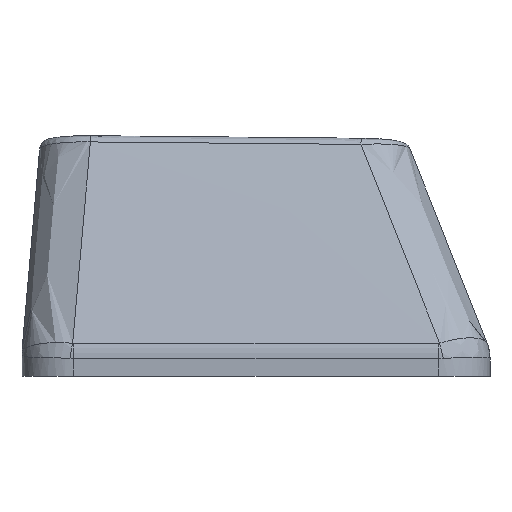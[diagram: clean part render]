
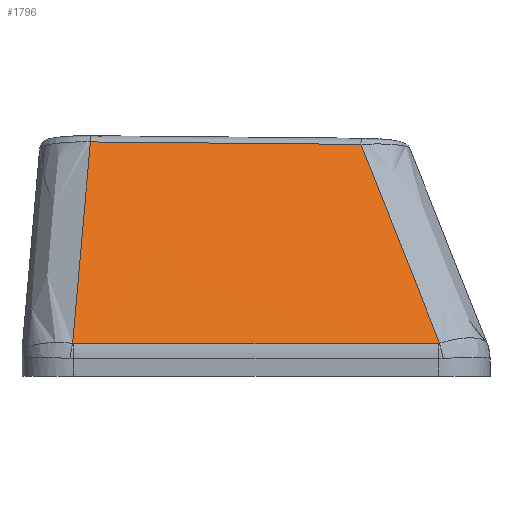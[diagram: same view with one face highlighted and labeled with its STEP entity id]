
A CAD part, left-side view. The second image highlights one B-rep face of the part: STEP entity #1796.
In plain terms, the highlighted free-form (B-spline) face has degree [3, 3] with [4, 4] control points.
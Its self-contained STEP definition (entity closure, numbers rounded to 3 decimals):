
#134=B_SPLINE_SURFACE_WITH_KNOTS('',3,3,((#2906,#2907,#2908,#2909),(#2910,
#2911,#2912,#2913),(#2914,#2915,#2916,#2917),(#2918,#2919,#2920,#2921)),
 .UNSPECIFIED.,.F.,.F.,.F.,(4,4),(4,4),(0.102,0.892),
(0.033,0.966),.UNSPECIFIED.);
#175=FACE_OUTER_BOUND('',#280,.T.);
#280=EDGE_LOOP('',(#1282,#1283,#1284,#1285,#1286,#1287));
#626=B_SPLINE_CURVE_WITH_KNOTS('',3,(#2764,#2765,#2766,#2767),
 .UNSPECIFIED.,.F.,.F.,(4,4),(0.,0.004),.UNSPECIFIED.);
#628=B_SPLINE_CURVE_WITH_KNOTS('',3,(#2791,#2792,#2793,#2794),
 .UNSPECIFIED.,.F.,.F.,(4,4),(0.,1.416),.UNSPECIFIED.);
#630=B_SPLINE_CURVE_WITH_KNOTS('',3,(#2818,#2819,#2820,#2821),
 .UNSPECIFIED.,.F.,.F.,(4,4),(0.,0.005),.UNSPECIFIED.);
#633=B_SPLINE_CURVE_WITH_KNOTS('',3,(#2923,#2924,#2925,#2926),
 .UNSPECIFIED.,.F.,.F.,(4,4),(0.032,0.925),
 .UNSPECIFIED.);
#634=B_SPLINE_CURVE_WITH_KNOTS('',3,(#2928,#2929,#2930,#2931),
 .UNSPECIFIED.,.F.,.F.,(4,4),(-1.05,0.),
 .UNSPECIFIED.);
#635=B_SPLINE_CURVE_WITH_KNOTS('',3,(#2932,#2933,#2934,#2935),
 .UNSPECIFIED.,.F.,.F.,(4,4),(-0.881,-0.03),
 .UNSPECIFIED.);
#766=VERTEX_POINT('',#2732);
#768=VERTEX_POINT('',#2762);
#770=VERTEX_POINT('',#2789);
#772=VERTEX_POINT('',#2816);
#779=VERTEX_POINT('',#2922);
#780=VERTEX_POINT('',#2927);
#964=EDGE_CURVE('',#768,#766,#626,.T.);
#967=EDGE_CURVE('',#770,#768,#628,.T.);
#970=EDGE_CURVE('',#772,#770,#630,.T.);
#982=EDGE_CURVE('',#779,#772,#633,.T.);
#983=EDGE_CURVE('',#780,#779,#634,.T.);
#984=EDGE_CURVE('',#766,#780,#635,.T.);
#1282=ORIENTED_EDGE('',*,*,#964,.F.);
#1283=ORIENTED_EDGE('',*,*,#967,.F.);
#1284=ORIENTED_EDGE('',*,*,#970,.F.);
#1285=ORIENTED_EDGE('',*,*,#982,.F.);
#1286=ORIENTED_EDGE('',*,*,#983,.F.);
#1287=ORIENTED_EDGE('',*,*,#984,.F.);
#1796=ADVANCED_FACE('',(#175),#134,.T.);
#2732=CARTESIAN_POINT('',(-18.485,7.116,0.284));
#2762=CARTESIAN_POINT('',(-18.486,7.08,0.281));
#2764=CARTESIAN_POINT('Ctrl Pts',(-18.486,7.08,0.281));
#2765=CARTESIAN_POINT('Ctrl Pts',(-18.486,7.092,0.281));
#2766=CARTESIAN_POINT('Ctrl Pts',(-18.486,7.104,0.282));
#2767=CARTESIAN_POINT('Ctrl Pts',(-18.485,7.116,0.284));
#2789=CARTESIAN_POINT('',(-18.484,-7.081,0.284));
#2791=CARTESIAN_POINT('Ctrl Pts',(-18.484,-7.081,0.284));
#2792=CARTESIAN_POINT('Ctrl Pts',(-18.484,-2.36,0.283));
#2793=CARTESIAN_POINT('Ctrl Pts',(-18.485,2.36,0.282));
#2794=CARTESIAN_POINT('Ctrl Pts',(-18.486,7.08,0.281));
#2816=CARTESIAN_POINT('',(-18.481,-7.128,0.289));
#2818=CARTESIAN_POINT('Ctrl Pts',(-18.481,-7.128,0.289));
#2819=CARTESIAN_POINT('Ctrl Pts',(-18.483,-7.112,0.286));
#2820=CARTESIAN_POINT('Ctrl Pts',(-18.484,-7.097,0.284));
#2821=CARTESIAN_POINT('Ctrl Pts',(-18.484,-7.081,0.284));
#2906=CARTESIAN_POINT('Ctrl Pts',(-15.166,-4.453,8.));
#2907=CARTESIAN_POINT('Ctrl Pts',(-16.273,-5.346,5.426));
#2908=CARTESIAN_POINT('Ctrl Pts',(-17.379,-6.239,2.852));
#2909=CARTESIAN_POINT('Ctrl Pts',(-18.486,-7.132,0.278));
#2910=CARTESIAN_POINT('Ctrl Pts',(-15.166,-0.691,
8.033));
#2911=CARTESIAN_POINT('Ctrl Pts',(-16.273,-1.255,5.448));
#2912=CARTESIAN_POINT('Ctrl Pts',(-17.379,-1.819,2.863));
#2913=CARTESIAN_POINT('Ctrl Pts',(-18.486,-2.382,0.279));
#2914=CARTESIAN_POINT('Ctrl Pts',(-15.166,3.072,8.066));
#2915=CARTESIAN_POINT('Ctrl Pts',(-16.273,2.837,5.471));
#2916=CARTESIAN_POINT('Ctrl Pts',(-17.379,2.602,2.875));
#2917=CARTESIAN_POINT('Ctrl Pts',(-18.486,2.367,0.28));
#2918=CARTESIAN_POINT('Ctrl Pts',(-15.166,6.834,8.1));
#2919=CARTESIAN_POINT('Ctrl Pts',(-16.273,6.928,5.494));
#2920=CARTESIAN_POINT('Ctrl Pts',(-17.379,7.022,2.887));
#2921=CARTESIAN_POINT('Ctrl Pts',(-18.486,7.116,0.281));
#2922=CARTESIAN_POINT('',(-15.167,-4.074,8.001));
#2923=CARTESIAN_POINT('Ctrl Pts',(-15.167,-4.074,8.001));
#2924=CARTESIAN_POINT('Ctrl Pts',(-16.271,-5.091,5.43));
#2925=CARTESIAN_POINT('Ctrl Pts',(-17.376,-6.109,2.859));
#2926=CARTESIAN_POINT('Ctrl Pts',(-18.481,-7.128,0.289));
#2927=CARTESIAN_POINT('',(-15.166,6.426,8.096));
#2928=CARTESIAN_POINT('Ctrl Pts',(-15.166,6.426,8.096));
#2929=CARTESIAN_POINT('Ctrl Pts',(-15.166,2.926,8.065));
#2930=CARTESIAN_POINT('Ctrl Pts',(-15.166,-0.574,
8.033));
#2931=CARTESIAN_POINT('Ctrl Pts',(-15.167,-4.074,8.001));
#2932=CARTESIAN_POINT('Ctrl Pts',(-18.485,7.116,0.284));
#2933=CARTESIAN_POINT('Ctrl Pts',(-17.379,6.887,2.888));
#2934=CARTESIAN_POINT('Ctrl Pts',(-16.273,6.657,5.492));
#2935=CARTESIAN_POINT('Ctrl Pts',(-15.166,6.426,8.096));
